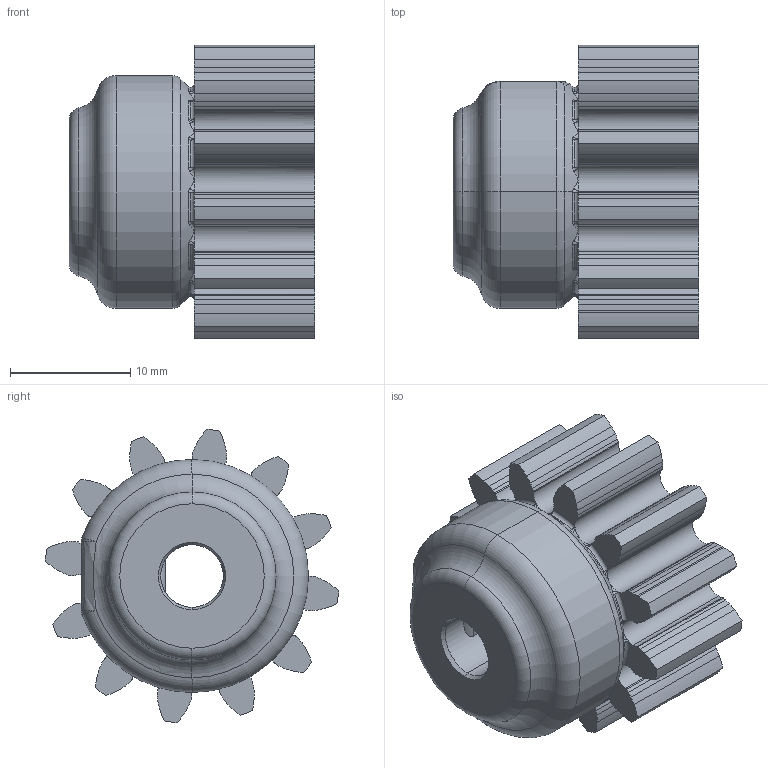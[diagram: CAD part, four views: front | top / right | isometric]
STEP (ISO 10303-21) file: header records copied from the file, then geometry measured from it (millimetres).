
FILE_DESCRIPTION (( 'STEP AP214' ), '1' );
FILE_NAME ('CFV5_Scale_Z1_motor.STEP', '2025-01-11T16:58:54', ( '' ), ( '' ), 'SwSTEP 2.0', 'SolidWorks 2025', '' );
FILE_SCHEMA (( 'AUTOMOTIVE_DESIGN' ));
Length unit declared in the file: millimetre
Products named in the file (1): CFV5_Scale_Z1_motor
Bounding box: 20.4 x 24.37 x 24.37 mm (x, y, z)
Volume: 5471.7 mm3; surface area: 2895.9 mm2
Topology: 1 solids, 1 shells, 282 faces, 807 edges, 500 vertices
Faces by surface type: cylinder 165, bspline 56, torus 36, plane 17, cone 6, sphere 2
Entity records: 10974 total; most frequent: CARTESIAN_POINT 3968, ORIENTED_EDGE 1562, DIRECTION 1491, EDGE_CURVE 781, AXIS2_PLACEMENT_3D 657, VERTEX_POINT 500, CIRCLE 430, EDGE_LOOP 285
